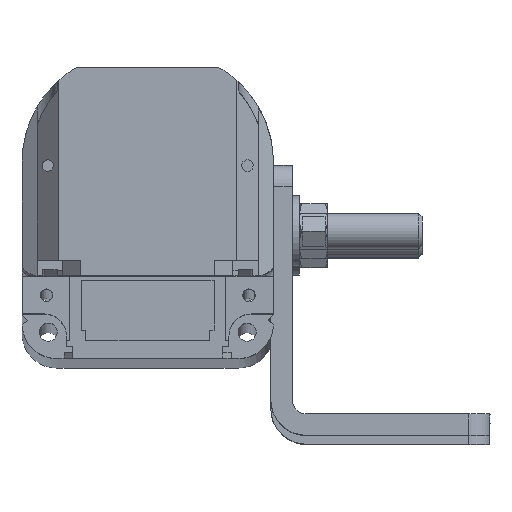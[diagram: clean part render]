
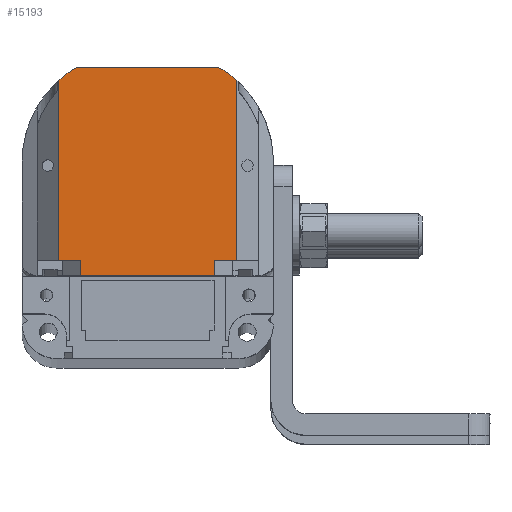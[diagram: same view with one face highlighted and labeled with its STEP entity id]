
A CAD part, top view. The second image highlights one B-rep face of the part: STEP entity #15193.
In plain terms, the highlighted planar face has unit normal (0, 0, 1).
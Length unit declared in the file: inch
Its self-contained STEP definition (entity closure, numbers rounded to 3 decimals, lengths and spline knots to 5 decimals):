
#344 = VERTEX_POINT ( 'NONE', #7755 ) ;
#416 = VERTEX_POINT ( 'NONE', #24247 ) ;
#466 = VECTOR ( 'NONE', #22754, 39.37008 ) ;
#818 = VERTEX_POINT ( 'NONE', #23459 ) ;
#1136 = CIRCLE ( 'NONE', #12813, 0.6 ) ;
#1278 = CARTESIAN_POINT ( 'NONE',  ( 2.07565, 3.04597, 10.27352 ) ) ;
#1312 = LINE ( 'NONE', #14140, #20872 ) ;
#1498 = DIRECTION ( 'NONE',  ( -1., 0., 0. ) ) ;
#1620 = CARTESIAN_POINT ( 'NONE',  ( 2.05299, 4.10897, 10.27352 ) ) ;
#1641 = VECTOR ( 'NONE', #6796, 39.37008 ) ;
#2643 = EDGE_CURVE ( 'NONE', #4527, #344, #11874, .T. ) ;
#3907 = CARTESIAN_POINT ( 'NONE',  ( 2.93491, 4.03891, 10.27352 ) ) ;
#4096 = CARTESIAN_POINT ( 'NONE',  ( 1.95539, 3.58897, 10.27352 ) ) ;
#4527 = VERTEX_POINT ( 'NONE', #14749 ) ;
#4630 = LINE ( 'NONE', #24788, #23914 ) ;
#4949 = DIRECTION ( 'NONE',  ( 0., -1., 0. ) ) ;
#5073 = EDGE_LOOP ( 'NONE', ( #11863, #8717, #14753, #20143, #21745, #17855, #9270, #19873, #15221, #7751 ) ) ;
#5239 = VECTOR ( 'NONE', #20183, 39.37008 ) ;
#5809 = CARTESIAN_POINT ( 'NONE',  ( 2.83732, 4.10897, 10.27352 ) ) ;
#6664 = VERTEX_POINT ( 'NONE', #22054 ) ;
#6796 = DIRECTION ( 'NONE',  ( -1., 0., 0. ) ) ;
#7036 = LINE ( 'NONE', #18971, #1641 ) ;
#7322 = DIRECTION ( 'NONE',  ( -1., 0., 0. ) ) ;
#7339 = DIRECTION ( 'NONE',  ( -1., 0., 0. ) ) ;
#7751 = ORIENTED_EDGE ( 'NONE', *, *, #13367, .F. ) ;
#7755 = CARTESIAN_POINT ( 'NONE',  ( 1.95539, 4.03891, 10.27352 ) ) ;
#8717 = ORIENTED_EDGE ( 'NONE', *, *, #12953, .F. ) ;
#9270 = ORIENTED_EDGE ( 'NONE', *, *, #20965, .T. ) ;
#9300 = LINE ( 'NONE', #18876, #14318 ) ;
#9354 = FACE_OUTER_BOUND ( 'NONE', #5073, .T. ) ;
#9531 = CARTESIAN_POINT ( 'NONE',  ( 2.35232, 3.58897, 10.27352 ) ) ;
#9705 = DIRECTION ( 'NONE',  ( 0., 0., -1. ) ) ;
#10058 = AXIS2_PLACEMENT_3D ( 'NONE', #9531, #21541, #1498 ) ;
#11279 = EDGE_CURVE ( 'NONE', #416, #6664, #7036, .T. ) ;
#11455 = EDGE_CURVE ( 'NONE', #344, #22034, #12989, .T. ) ;
#11863 = ORIENTED_EDGE ( 'NONE', *, *, #14012, .F. ) ;
#11874 = LINE ( 'NONE', #4096, #5239 ) ;
#12507 = DIRECTION ( 'NONE',  ( -1., 0., 0. ) ) ;
#12813 = AXIS2_PLACEMENT_3D ( 'NONE', #21806, #9705, #19849 ) ;
#12830 = VECTOR ( 'NONE', #25529, 39.37008 ) ;
#12953 = EDGE_CURVE ( 'NONE', #818, #19305, #15706, .T. ) ;
#12989 = CIRCLE ( 'NONE', #20257, 0.6 ) ;
#13367 = EDGE_CURVE ( 'NONE', #14745, #4527, #9300, .T. ) ;
#14012 = EDGE_CURVE ( 'NONE', #19305, #14745, #1312, .T. ) ;
#14140 = CARTESIAN_POINT ( 'NONE',  ( 2.07565, 3.58897, 10.27352 ) ) ;
#14318 = VECTOR ( 'NONE', #12507, 39.37008 ) ;
#14745 = VERTEX_POINT ( 'NONE', #1278 ) ;
#14749 = CARTESIAN_POINT ( 'NONE',  ( 1.95539, 3.04597, 10.27352 ) ) ;
#14753 = ORIENTED_EDGE ( 'NONE', *, *, #24315, .F. ) ;
#15193 = ADVANCED_FACE ( 'NONE', ( #9354 ), #15469, .F. ) ;
#15221 = ORIENTED_EDGE ( 'NONE', *, *, #2643, .F. ) ;
#15233 = VERTEX_POINT ( 'NONE', #3907 ) ;
#15362 = EDGE_CURVE ( 'NONE', #17306, #15233, #1136, .T. ) ;
#15396 = CARTESIAN_POINT ( 'NONE',  ( 2.05299, 4.10897, 10.27352 ) ) ;
#15469 = PLANE ( 'NONE',  #10058 ) ;
#15586 = CARTESIAN_POINT ( 'NONE',  ( 2.35232, 2.96197, 10.27352 ) ) ;
#15706 = LINE ( 'NONE', #15586, #12830 ) ;
#17306 = VERTEX_POINT ( 'NONE', #5809 ) ;
#17552 = CARTESIAN_POINT ( 'NONE',  ( 2.35232, 3.58897, 10.27352 ) ) ;
#17855 = ORIENTED_EDGE ( 'NONE', *, *, #15362, .F. ) ;
#17983 = VECTOR ( 'NONE', #7339, 39.37008 ) ;
#18200 = DIRECTION ( 'NONE',  ( 0., 1., 0. ) ) ;
#18876 = CARTESIAN_POINT ( 'NONE',  ( 2.35232, 3.04597, 10.27352 ) ) ;
#18891 = EDGE_CURVE ( 'NONE', #15233, #416, #4630, .T. ) ;
#18971 = CARTESIAN_POINT ( 'NONE',  ( 2.35232, 3.04597, 10.27352 ) ) ;
#19305 = VERTEX_POINT ( 'NONE', #25128 ) ;
#19409 = DIRECTION ( 'NONE',  ( 0., 0., -1. ) ) ;
#19849 = DIRECTION ( 'NONE',  ( -1., 0., 0. ) ) ;
#19873 = ORIENTED_EDGE ( 'NONE', *, *, #11455, .F. ) ;
#20143 = ORIENTED_EDGE ( 'NONE', *, *, #11279, .F. ) ;
#20183 = DIRECTION ( 'NONE',  ( 0., 1., 0. ) ) ;
#20257 = AXIS2_PLACEMENT_3D ( 'NONE', #17552, #19409, #7322 ) ;
#20677 = LINE ( 'NONE', #22670, #466 ) ;
#20872 = VECTOR ( 'NONE', #18200, 39.37008 ) ;
#20965 = EDGE_CURVE ( 'NONE', #17306, #22034, #23374, .T. ) ;
#21541 = DIRECTION ( 'NONE',  ( 0., 0., -1. ) ) ;
#21745 = ORIENTED_EDGE ( 'NONE', *, *, #18891, .F. ) ;
#21806 = CARTESIAN_POINT ( 'NONE',  ( 2.53798, 3.58897, 10.27352 ) ) ;
#22034 = VERTEX_POINT ( 'NONE', #1620 ) ;
#22054 = CARTESIAN_POINT ( 'NONE',  ( 2.81465, 3.04597, 10.27352 ) ) ;
#22670 = CARTESIAN_POINT ( 'NONE',  ( 2.81465, 3.58897, 10.27352 ) ) ;
#22754 = DIRECTION ( 'NONE',  ( 0., -1., 0. ) ) ;
#23374 = LINE ( 'NONE', #15396, #17983 ) ;
#23459 = CARTESIAN_POINT ( 'NONE',  ( 2.81465, 2.96197, 10.27352 ) ) ;
#23914 = VECTOR ( 'NONE', #4949, 39.37008 ) ;
#24247 = CARTESIAN_POINT ( 'NONE',  ( 2.93491, 3.04597, 10.27352 ) ) ;
#24315 = EDGE_CURVE ( 'NONE', #6664, #818, #20677, .T. ) ;
#24788 = CARTESIAN_POINT ( 'NONE',  ( 2.93491, 3.58897, 10.27352 ) ) ;
#25128 = CARTESIAN_POINT ( 'NONE',  ( 2.07565, 2.96197, 10.27352 ) ) ;
#25529 = DIRECTION ( 'NONE',  ( -1., 0., 0. ) ) ;
